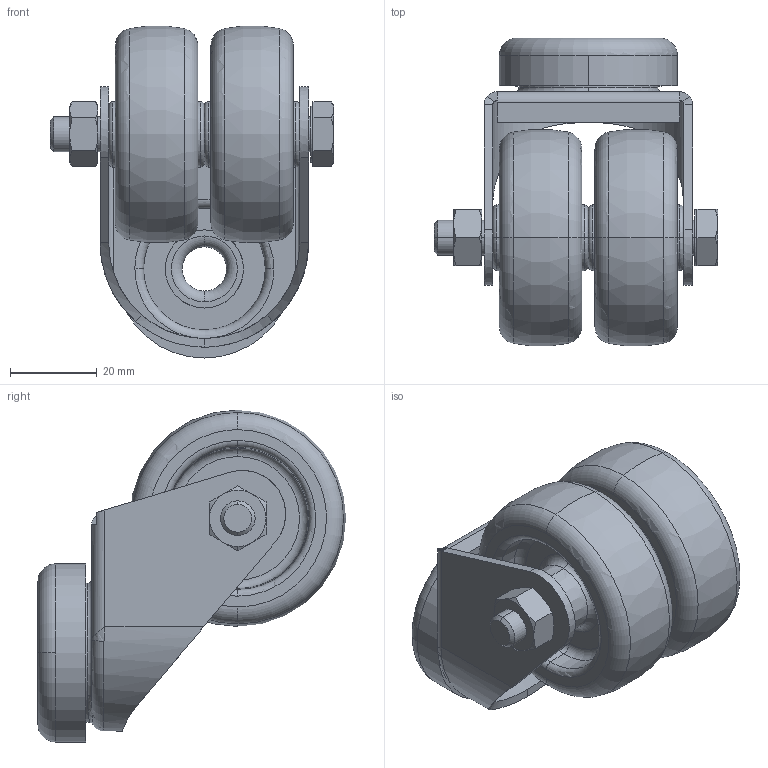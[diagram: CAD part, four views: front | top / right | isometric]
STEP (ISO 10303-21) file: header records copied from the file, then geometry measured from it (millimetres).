
FILE_DESCRIPTION (( 'STEP AP214' ), '1' );
FILE_NAME ('ERGO00H1925-Roulette pivotante D50 jumelée.step', '2023-03-24T09:52:42', ( 'Altae' ), ( '' ), 'SwSTEP 2.0', 'SolidWorks 2021', '' );
FILE_SCHEMA (( 'AUTOMOTIVE_DESIGN' ));
Length unit declared in the file: millimetre
Products named in the file (1): ERGO00H1925-Roulette pivotante D50 jumelée
Bounding box: 65.3 x 70.92 x 76.42 mm (x, y, z)
Volume: 76851.1 mm3; surface area: 33498.3 mm2
Topology: 4 solids, 4 shells, 210 faces, 496 edges, 310 vertices
Faces by surface type: torus 63, plane 60, cone 45, cylinder 28, bspline 14
Entity records: 10473 total; most frequent: CARTESIAN_POINT 4685, DIRECTION 1033, ORIENTED_EDGE 992, EDGE_CURVE 496, AXIS2_PLACEMENT_3D 451, VERTEX_POINT 310, CIRCLE 254, EDGE_LOOP 232
